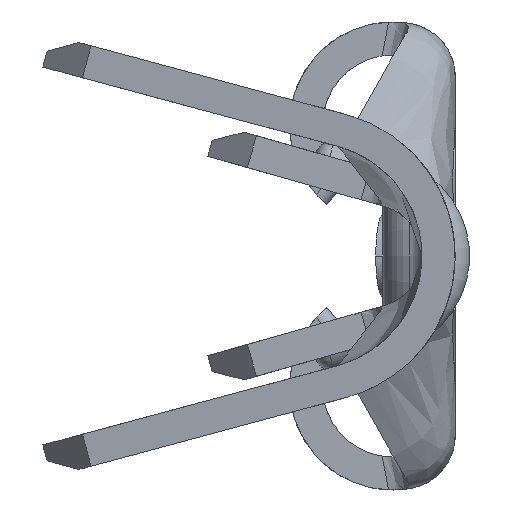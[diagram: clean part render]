
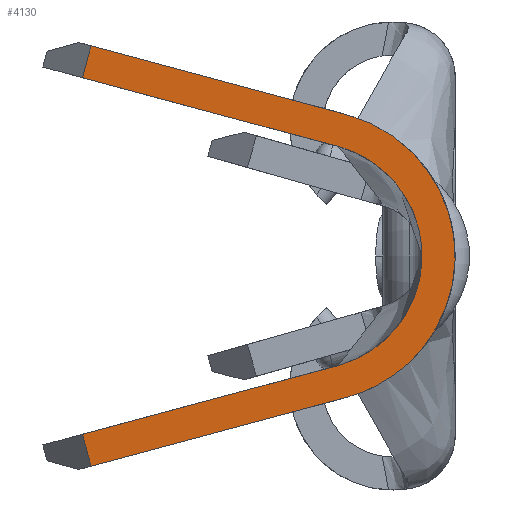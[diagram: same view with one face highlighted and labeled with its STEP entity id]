
A CAD part, left-side view. The second image highlights one B-rep face of the part: STEP entity #4130.
In plain terms, the highlighted planar face has unit normal (-0.996, 0.087, 0).
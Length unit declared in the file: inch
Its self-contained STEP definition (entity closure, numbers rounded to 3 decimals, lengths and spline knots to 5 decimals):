
#183 = EDGE_CURVE ( 'NONE', #5293, #2209, #4779, .T. ) ;
#319 = EDGE_CURVE ( 'NONE', #7697, #4240, #2138, .T. ) ;
#605 = DIRECTION ( 'NONE',  ( 0.087, 0.996, 0. ) ) ;
#644 = VERTEX_POINT ( 'NONE', #9416 ) ;
#845 = CARTESIAN_POINT ( 'NONE',  ( -0.62973, 0.02529, 0.07064 ) ) ;
#1002 = CARTESIAN_POINT ( 'NONE',  ( -0.6304, 0.01756, -0.06856 ) ) ;
#1110 = ORIENTED_EDGE ( 'NONE', *, *, #5656, .T. ) ;
#1343 = PLANE ( 'NONE',  #1501 ) ;
#1501 = AXIS2_PLACEMENT_3D ( 'NONE', #7917, #5047, #605 ) ;
#1615 = DIRECTION ( 'NONE',  ( -0.084, -0.962, -0.259 ) ) ;
#1731 = EDGE_CURVE ( 'NONE', #644, #2701, #5363, .T. ) ;
#1903 = VECTOR ( 'NONE', #2844, 39.37008 ) ;
#2138 = LINE ( 'NONE', #6478, #1903 ) ;
#2209 = VERTEX_POINT ( 'NONE', #5149 ) ;
#2596 = CARTESIAN_POINT ( 'NONE',  ( -0.61919, 0.14575, -0.08647 ) ) ;
#2640 = EDGE_LOOP ( 'NONE', ( #9218, #4466, #6226, #5393, #6079, #1110, #7994, #2662 ) ) ;
#2662 = ORIENTED_EDGE ( 'NONE', *, *, #8234, .F. ) ;
#2701 = VERTEX_POINT ( 'NONE', #6167 ) ;
#2839 = VECTOR ( 'NONE', #6320, 39.37008 ) ;
#2844 = DIRECTION ( 'NONE',  ( -0.084, -0.962, 0.259 ) ) ;
#3019 = VECTOR ( 'NONE', #1615, 39.37008 ) ;
#3163 = VERTEX_POINT ( 'NONE', #7851 ) ;
#3225 = CARTESIAN_POINT ( 'NONE',  ( -0.6304, 0.01756, 0.06856 ) ) ;
#3327 = CARTESIAN_POINT ( 'NONE',  ( -0.63004, 0.02172, -0.05311 ) ) ;
#3742 = CARTESIAN_POINT ( 'NONE',  ( -0.63004, 0.02172, -0.05311 ) ) ;
#3848 = DIRECTION ( 'NONE',  ( 0.084, 0.962, 0.259 ) ) ;
#4130 = ADVANCED_FACE ( 'NONE', ( #6008 ), #1343, .F. ) ;
#4144 =( BOUNDED_CURVE ( )  B_SPLINE_CURVE ( 3, ( #3327, #7667, #9145, #4787 ),
 .UNSPECIFIED., .F., .T. ) 
 B_SPLINE_CURVE_WITH_KNOTS ( ( 4, 4 ),
 ( 4.97511, 7.59126 ),
 .UNSPECIFIED. ) 
 CURVE ( )  GEOMETRIC_REPRESENTATION_ITEM ( )  RATIONAL_B_SPLINE_CURVE ( ( 1., 0.506, 0.506, 1. ) ) 
 REPRESENTATION_ITEM ( '' )  );
#4240 = VERTEX_POINT ( 'NONE', #3742 ) ;
#4466 = ORIENTED_EDGE ( 'NONE', *, *, #5637, .T. ) ;
#4775 = DIRECTION ( 'NONE',  ( -0.023, -0.26, -0.965 ) ) ;
#4779 = LINE ( 'NONE', #7730, #2839 ) ;
#4787 = CARTESIAN_POINT ( 'NONE',  ( -0.63004, 0.02172, 0.05311 ) ) ;
#5047 = DIRECTION ( 'NONE',  ( 0.996, -0.087, 0. ) ) ;
#5149 = CARTESIAN_POINT ( 'NONE',  ( -0.61955, 0.1416, -0.10192 ) ) ;
#5195 = LINE ( 'NONE', #845, #3019 ) ;
#5293 = VERTEX_POINT ( 'NONE', #6566 ) ;
#5363 = LINE ( 'NONE', #8949, #8997 ) ;
#5393 = ORIENTED_EDGE ( 'NONE', *, *, #6246, .F. ) ;
#5430 = CARTESIAN_POINT ( 'NONE',  ( -0.63803, -0.06959, -0.04512 ) ) ;
#5518 = CARTESIAN_POINT ( 'NONE',  ( -0.62165, 0.11755, -0.19134 ) ) ;
#5637 = EDGE_CURVE ( 'NONE', #7697, #2209, #7128, .T. ) ;
#5656 = EDGE_CURVE ( 'NONE', #7400, #2701, #8877, .T. ) ;
#5993 =( BOUNDED_CURVE ( )  B_SPLINE_CURVE ( 3, ( #3225, #7568, #5430, #1002 ),
 .UNSPECIFIED., .F., .T. ) 
 B_SPLINE_CURVE_WITH_KNOTS ( ( 4, 4 ),
 ( 4.97511, 7.59126 ),
 .UNSPECIFIED. ) 
 CURVE ( )  GEOMETRIC_REPRESENTATION_ITEM ( )  RATIONAL_B_SPLINE_CURVE ( ( 1., 0.506, 0.506, 1. ) ) 
 REPRESENTATION_ITEM ( '' )  );
#6008 = FACE_OUTER_BOUND ( 'NONE', #2640, .T. ) ;
#6079 = ORIENTED_EDGE ( 'NONE', *, *, #8650, .F. ) ;
#6167 = CARTESIAN_POINT ( 'NONE',  ( -0.61919, 0.14575, 0.08647 ) ) ;
#6226 = ORIENTED_EDGE ( 'NONE', *, *, #183, .F. ) ;
#6246 = EDGE_CURVE ( 'NONE', #3163, #5293, #5993, .T. ) ;
#6320 = DIRECTION ( 'NONE',  ( 0.084, 0.962, -0.259 ) ) ;
#6478 = CARTESIAN_POINT ( 'NONE',  ( -0.62936, 0.02941, -0.05518 ) ) ;
#6566 = CARTESIAN_POINT ( 'NONE',  ( -0.6304, 0.01756, -0.06856 ) ) ;
#6773 = CARTESIAN_POINT ( 'NONE',  ( -0.61955, 0.1416, 0.10192 ) ) ;
#6923 = VECTOR ( 'NONE', #4775, 39.37008 ) ;
#7128 = LINE ( 'NONE', #5518, #6923 ) ;
#7400 = VERTEX_POINT ( 'NONE', #6773 ) ;
#7568 = CARTESIAN_POINT ( 'NONE',  ( -0.63803, -0.06959, 0.04512 ) ) ;
#7667 = CARTESIAN_POINT ( 'NONE',  ( -0.63594, -0.0458, -0.03496 ) ) ;
#7697 = VERTEX_POINT ( 'NONE', #2596 ) ;
#7730 = CARTESIAN_POINT ( 'NONE',  ( -0.62973, 0.02529, -0.07064 ) ) ;
#7851 = CARTESIAN_POINT ( 'NONE',  ( -0.6304, 0.01756, 0.06856 ) ) ;
#7917 = CARTESIAN_POINT ( 'NONE',  ( -0.635, -0.035, -0.15 ) ) ;
#7994 = ORIENTED_EDGE ( 'NONE', *, *, #1731, .F. ) ;
#8234 = EDGE_CURVE ( 'NONE', #4240, #644, #4144, .T. ) ;
#8432 = CARTESIAN_POINT ( 'NONE',  ( -0.61507, 0.19275, -0.08828 ) ) ;
#8627 = VECTOR ( 'NONE', #9160, 39.37008 ) ;
#8650 = EDGE_CURVE ( 'NONE', #7400, #3163, #5195, .T. ) ;
#8877 = LINE ( 'NONE', #8432, #8627 ) ;
#8949 = CARTESIAN_POINT ( 'NONE',  ( -0.62936, 0.02941, 0.05518 ) ) ;
#8997 = VECTOR ( 'NONE', #3848, 39.37008 ) ;
#9145 = CARTESIAN_POINT ( 'NONE',  ( -0.63594, -0.0458, 0.03496 ) ) ;
#9160 = DIRECTION ( 'NONE',  ( 0.023, 0.26, -0.965 ) ) ;
#9218 = ORIENTED_EDGE ( 'NONE', *, *, #319, .F. ) ;
#9416 = CARTESIAN_POINT ( 'NONE',  ( -0.63004, 0.02172, 0.05311 ) ) ;
